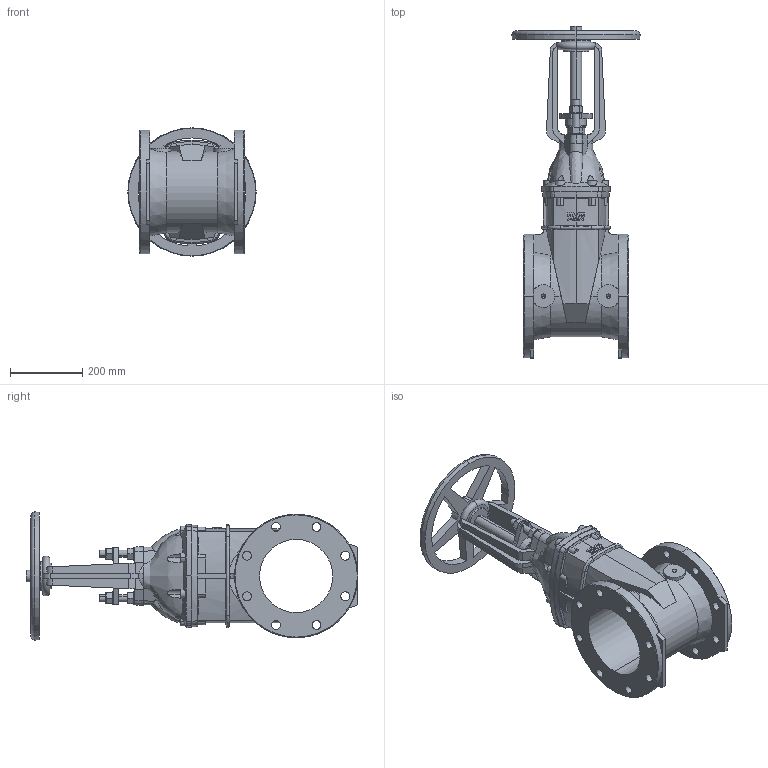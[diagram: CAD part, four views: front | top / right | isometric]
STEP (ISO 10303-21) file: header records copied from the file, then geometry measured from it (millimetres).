
FILE_DESCRIPTION (( 'STEP AP203' ), '1' );
FILE_NAME ('O_45_56_DN200_X0_AA1_step.step', '2015-08-25T09:23:38', ( 'Windows User' ), ( 'AVK' ), 'SwSTEP 2.0', 'SolidWorks 2012', '' );
FILE_SCHEMA (( 'CONFIG_CONTROL_DESIGN' ));
Length unit declared in the file: millimetre
Products named in the file (1): O_45_56_DN200_X0_AA1_step
Bounding box: 356 x 921.5 x 356 mm (x, y, z)
Volume: 19889035.7 mm3; surface area: 1299270.6 mm2
Topology: 1 solids, 1 shells, 617 faces, 1709 edges, 1110 vertices
Faces by surface type: plane 222, cylinder 195, cone 176, torus 13, bspline 11
Entity records: 24874 total; most frequent: CARTESIAN_POINT 9484, ORIENTED_EDGE 3410, DIRECTION 3026, EDGE_CURVE 1705, AXIS2_PLACEMENT_3D 1210, VERTEX_POINT 1110, EDGE_LOOP 689, ADVANCED_FACE 617
